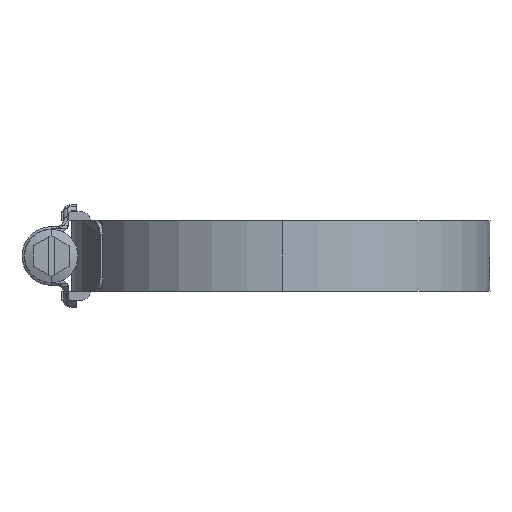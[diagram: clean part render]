
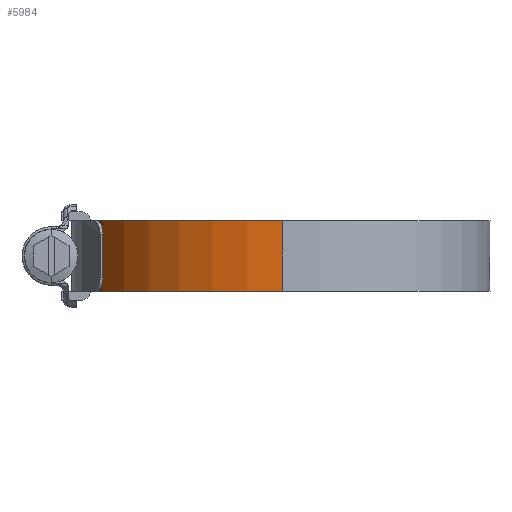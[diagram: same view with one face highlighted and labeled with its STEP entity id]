
A CAD part, left-side view. The second image highlights one B-rep face of the part: STEP entity #5984.
In plain terms, the highlighted cylindrical face has radius 46.69 mm (diameter 93.38 mm), a partial arc.
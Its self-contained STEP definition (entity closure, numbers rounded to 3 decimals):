
#136 = EDGE_LOOP ( 'NONE', ( #4966, #5633, #4321, #522 ) ) ;
#304 = CARTESIAN_POINT ( 'NONE',  ( 0., 46.69, 7.95 ) ) ;
#352 = EDGE_CURVE ( 'NONE', #676, #9379, #8385, .T. ) ;
#522 = ORIENTED_EDGE ( 'NONE', *, *, #1858, .T. ) ;
#676 = VERTEX_POINT ( 'NONE', #304 ) ;
#1603 = DIRECTION ( 'NONE',  ( 0., 0., -1. ) ) ;
#1858 = EDGE_CURVE ( 'NONE', #7888, #4621, #5135, .T. ) ;
#2093 = CARTESIAN_POINT ( 'NONE',  ( 0., 0., 7.95 ) ) ;
#2193 = DIRECTION ( 'NONE',  ( 0., 0., 1. ) ) ;
#2275 = CARTESIAN_POINT ( 'NONE',  ( 0., 46.69, 7.95 ) ) ;
#3030 = AXIS2_PLACEMENT_3D ( 'NONE', #2093, #6042, #5220 ) ;
#3064 = DIRECTION ( 'NONE',  ( 1., 0., 0. ) ) ;
#3672 = LINE ( 'NONE', #2275, #4011 ) ;
#3807 = AXIS2_PLACEMENT_3D ( 'NONE', #6993, #10081, #3894 ) ;
#3894 = DIRECTION ( 'NONE',  ( 1., 0., 0. ) ) ;
#4011 = VECTOR ( 'NONE', #1603, 1000. ) ;
#4321 = ORIENTED_EDGE ( 'NONE', *, *, #9698, .T. ) ;
#4597 = CARTESIAN_POINT ( 'NONE',  ( 0., 0., 7.95 ) ) ;
#4621 = VERTEX_POINT ( 'NONE', #5126 ) ;
#4966 = ORIENTED_EDGE ( 'NONE', *, *, #5039, .F. ) ;
#5039 = EDGE_CURVE ( 'NONE', #9379, #4621, #7763, .T. ) ;
#5041 = CARTESIAN_POINT ( 'NONE',  ( -46.69, 0., 7.95 ) ) ;
#5126 = CARTESIAN_POINT ( 'NONE',  ( -46.69, 0., -7.95 ) ) ;
#5135 = CIRCLE ( 'NONE', #3807, 46.69 ) ;
#5220 = DIRECTION ( 'NONE',  ( -1., 0., 0. ) ) ;
#5633 = ORIENTED_EDGE ( 'NONE', *, *, #352, .F. ) ;
#5763 = CARTESIAN_POINT ( 'NONE',  ( 0., 46.69, -7.95 ) ) ;
#5984 = ADVANCED_FACE ( 'NONE', ( #9164 ), #9208, .T. ) ;
#6042 = DIRECTION ( 'NONE',  ( 0., 0., -1. ) ) ;
#6577 = AXIS2_PLACEMENT_3D ( 'NONE', #4597, #2193, #3064 ) ;
#6993 = CARTESIAN_POINT ( 'NONE',  ( 0., 0., -7.95 ) ) ;
#7619 = CARTESIAN_POINT ( 'NONE',  ( -46.69, 0., 7.95 ) ) ;
#7763 = LINE ( 'NONE', #7619, #8370 ) ;
#7888 = VERTEX_POINT ( 'NONE', #5763 ) ;
#8370 = VECTOR ( 'NONE', #9265, 1000. ) ;
#8385 = CIRCLE ( 'NONE', #6577, 46.69 ) ;
#9164 = FACE_OUTER_BOUND ( 'NONE', #136, .T. ) ;
#9208 = CYLINDRICAL_SURFACE ( 'NONE', #3030, 46.69 ) ;
#9265 = DIRECTION ( 'NONE',  ( 0., 0., -1. ) ) ;
#9379 = VERTEX_POINT ( 'NONE', #5041 ) ;
#9698 = EDGE_CURVE ( 'NONE', #676, #7888, #3672, .T. ) ;
#10081 = DIRECTION ( 'NONE',  ( 0., 0., 1. ) ) ;
